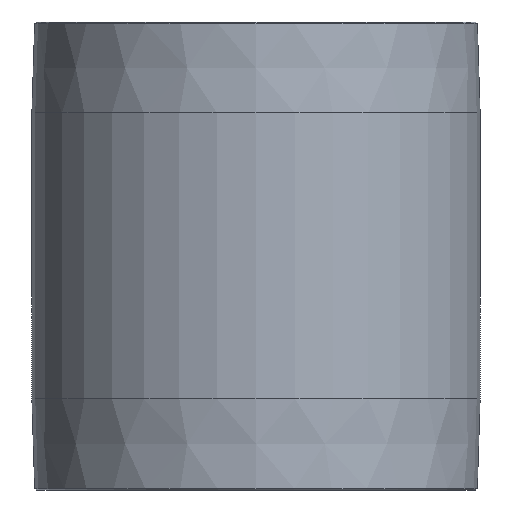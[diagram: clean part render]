
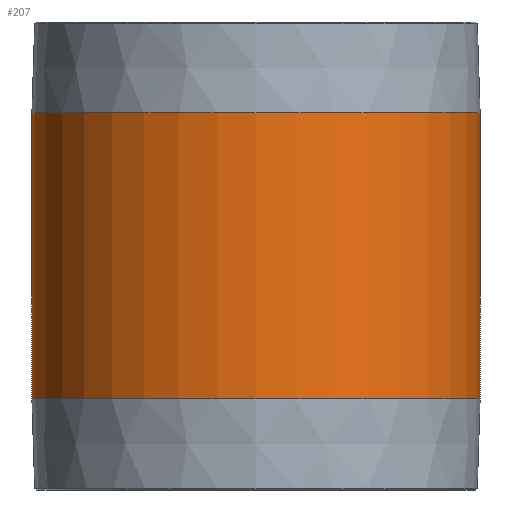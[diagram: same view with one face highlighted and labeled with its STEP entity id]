
A CAD part, front view. The second image highlights one B-rep face of the part: STEP entity #207.
In plain terms, the highlighted cylindrical face has radius 109.474 mm (diameter 218.948 mm), a partial arc.
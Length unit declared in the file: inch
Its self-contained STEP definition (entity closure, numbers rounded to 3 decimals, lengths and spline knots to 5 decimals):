
#28 = DIRECTION ( 'NONE',  ( 0., 0., -1. ) ) ;
#34 = DIRECTION ( 'NONE',  ( -1., 0., 0. ) ) ;
#48 = VERTEX_POINT ( 'NONE', #395 ) ;
#64 = VERTEX_POINT ( 'NONE', #516 ) ;
#87 = EDGE_CURVE ( 'NONE', #393, #64, #248, .T. ) ;
#93 = AXIS2_PLACEMENT_3D ( 'NONE', #365, #405, #356 ) ;
#131 = ORIENTED_EDGE ( 'NONE', *, *, #183, .F. ) ;
#132 = EDGE_CURVE ( 'NONE', #48, #263, #448, .T. ) ;
#135 = DIRECTION ( 'NONE',  ( 0., 0., -1. ) ) ;
#147 = FACE_OUTER_BOUND ( 'NONE', #447, .T. ) ;
#170 = VECTOR ( 'NONE', #28, 39.37008 ) ;
#180 = DIRECTION ( 'NONE',  ( -1., 0., 0. ) ) ;
#183 = EDGE_CURVE ( 'NONE', #263, #64, #472, .T. ) ;
#185 = CARTESIAN_POINT ( 'NONE',  ( 0., 0., 9. ) ) ;
#207 = ADVANCED_FACE ( 'NONE', ( #147 ), #327, .T. ) ;
#229 = CARTESIAN_POINT ( 'NONE',  ( 4.31, 0., 9. ) ) ;
#239 = EDGE_CURVE ( 'NONE', #48, #393, #442, .T. ) ;
#248 = LINE ( 'NONE', #531, #170 ) ;
#250 = VECTOR ( 'NONE', #135, 39.37008 ) ;
#251 = AXIS2_PLACEMENT_3D ( 'NONE', #185, #361, #180 ) ;
#263 = VERTEX_POINT ( 'NONE', #292 ) ;
#267 = ORIENTED_EDGE ( 'NONE', *, *, #239, .T. ) ;
#272 = ORIENTED_EDGE ( 'NONE', *, *, #87, .T. ) ;
#278 = AXIS2_PLACEMENT_3D ( 'NONE', #415, #332, #34 ) ;
#292 = CARTESIAN_POINT ( 'NONE',  ( 4.31, 0., 1.75 ) ) ;
#295 = CARTESIAN_POINT ( 'NONE',  ( -4.31, 0., 7.25 ) ) ;
#327 = CYLINDRICAL_SURFACE ( 'NONE', #251, 4.31 ) ;
#332 = DIRECTION ( 'NONE',  ( 0., 0., -1. ) ) ;
#356 = DIRECTION ( 'NONE',  ( -1., 0., 0. ) ) ;
#361 = DIRECTION ( 'NONE',  ( 0., 0., -1. ) ) ;
#365 = CARTESIAN_POINT ( 'NONE',  ( 0., 0., 1.75 ) ) ;
#393 = VERTEX_POINT ( 'NONE', #295 ) ;
#395 = CARTESIAN_POINT ( 'NONE',  ( 4.31, 0., 7.25 ) ) ;
#405 = DIRECTION ( 'NONE',  ( 0., 0., -1. ) ) ;
#415 = CARTESIAN_POINT ( 'NONE',  ( 0., 0., 7.25 ) ) ;
#421 = ORIENTED_EDGE ( 'NONE', *, *, #132, .F. ) ;
#442 = CIRCLE ( 'NONE', #278, 4.31 ) ;
#447 = EDGE_LOOP ( 'NONE', ( #421, #267, #272, #131 ) ) ;
#448 = LINE ( 'NONE', #229, #250 ) ;
#472 = CIRCLE ( 'NONE', #93, 4.31 ) ;
#516 = CARTESIAN_POINT ( 'NONE',  ( -4.31, 0., 1.75 ) ) ;
#531 = CARTESIAN_POINT ( 'NONE',  ( -4.31, 0., 9. ) ) ;
